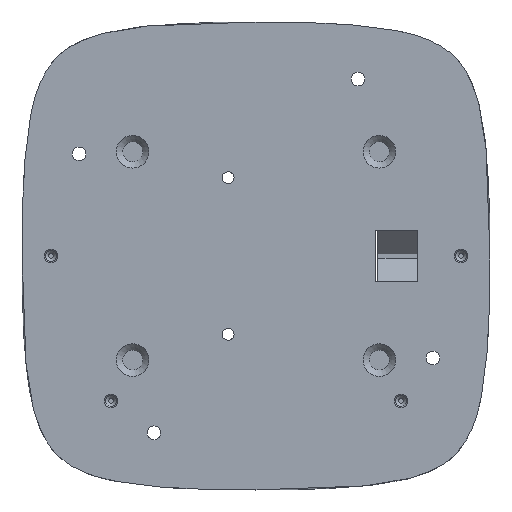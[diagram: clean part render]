
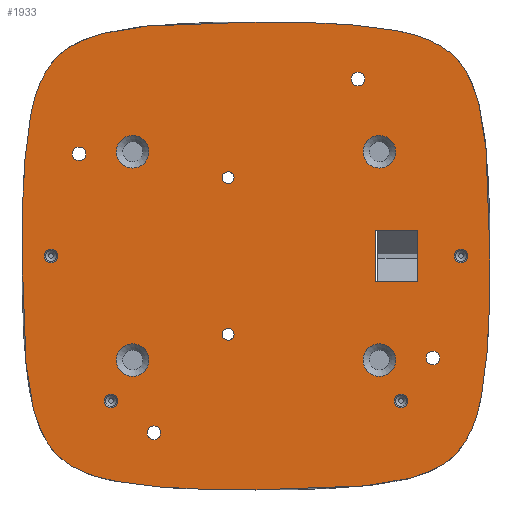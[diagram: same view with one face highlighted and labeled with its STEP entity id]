
A CAD part, top view. The second image highlights one B-rep face of the part: STEP entity #1933.
In plain terms, the highlighted planar face has unit normal (0, 0, 1).
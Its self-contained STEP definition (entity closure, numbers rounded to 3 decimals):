
#82=FACE_BOUND('',#697,.T.);
#83=FACE_BOUND('',#698,.T.);
#84=FACE_BOUND('',#699,.T.);
#85=FACE_BOUND('',#700,.T.);
#86=FACE_BOUND('',#701,.T.);
#87=FACE_BOUND('',#702,.T.);
#88=FACE_BOUND('',#703,.T.);
#89=FACE_BOUND('',#704,.T.);
#90=FACE_BOUND('',#705,.T.);
#91=FACE_BOUND('',#706,.T.);
#92=FACE_BOUND('',#707,.T.);
#93=FACE_BOUND('',#708,.T.);
#94=FACE_BOUND('',#709,.T.);
#95=FACE_BOUND('',#710,.T.);
#96=FACE_BOUND('',#711,.T.);
#149=PLANE('',#2148);
#150=(
BOUNDED_CURVE()
B_SPLINE_CURVE(2,(#3376,#3377,#3378),.UNSPECIFIED.,.F.,.F.)
B_SPLINE_CURVE_WITH_KNOTS((3,3),(-9.494,0.),.UNSPECIFIED.)
CURVE()
GEOMETRIC_REPRESENTATION_ITEM()
RATIONAL_B_SPLINE_CURVE((1.,2.333,1.))
REPRESENTATION_ITEM('')
);
#151=(
BOUNDED_CURVE()
B_SPLINE_CURVE(2,(#3388,#3389,#3390),.UNSPECIFIED.,.F.,.F.)
B_SPLINE_CURVE_WITH_KNOTS((3,3),(-9.494,0.),.UNSPECIFIED.)
CURVE()
GEOMETRIC_REPRESENTATION_ITEM()
RATIONAL_B_SPLINE_CURVE((1.,2.333,1.))
REPRESENTATION_ITEM('')
);
#152=(
BOUNDED_CURVE()
B_SPLINE_CURVE(2,(#4021,#4022,#4023),.UNSPECIFIED.,.F.,.F.)
B_SPLINE_CURVE_WITH_KNOTS((3,3),(-9.494,0.),.UNSPECIFIED.)
CURVE()
GEOMETRIC_REPRESENTATION_ITEM()
RATIONAL_B_SPLINE_CURVE((1.,2.333,1.))
REPRESENTATION_ITEM('')
);
#153=(
BOUNDED_CURVE()
B_SPLINE_CURVE(2,(#4031,#4032,#4033),.UNSPECIFIED.,.F.,.F.)
B_SPLINE_CURVE_WITH_KNOTS((3,3),(-9.494,0.),.UNSPECIFIED.)
CURVE()
GEOMETRIC_REPRESENTATION_ITEM()
RATIONAL_B_SPLINE_CURVE((1.,2.333,1.))
REPRESENTATION_ITEM('')
);
#174=LINE('',#3457,#319);
#183=LINE('',#3474,#328);
#296=LINE('',#4011,#441);
#297=LINE('',#4013,#442);
#319=VECTOR('',#2213,10.);
#328=VECTOR('',#2228,10.);
#441=VECTOR('',#2715,10.);
#442=VECTOR('',#2718,10.);
#564=FACE_OUTER_BOUND('',#696,.T.);
#696=EDGE_LOOP('',(#1795,#1796,#1797,#1798));
#697=EDGE_LOOP('',(#1799));
#698=EDGE_LOOP('',(#1800));
#699=EDGE_LOOP('',(#1801));
#700=EDGE_LOOP('',(#1802));
#701=EDGE_LOOP('',(#1803));
#702=EDGE_LOOP('',(#1804));
#703=EDGE_LOOP('',(#1805));
#704=EDGE_LOOP('',(#1806));
#705=EDGE_LOOP('',(#1807));
#706=EDGE_LOOP('',(#1808));
#707=EDGE_LOOP('',(#1809));
#708=EDGE_LOOP('',(#1810));
#709=EDGE_LOOP('',(#1811));
#710=EDGE_LOOP('',(#1812));
#711=EDGE_LOOP('',(#1813,#1814,#1815,#1816));
#750=CIRCLE('',#1994,1.4);
#755=CIRCLE('',#2004,1.4);
#784=CIRCLE('',#2067,3.84);
#786=CIRCLE('',#2071,3.84);
#788=CIRCLE('',#2075,3.84);
#790=CIRCLE('',#2079,3.84);
#798=CIRCLE('',#2090,1.6);
#805=CIRCLE('',#2099,1.6);
#812=CIRCLE('',#2108,1.6);
#819=CIRCLE('',#2117,1.6);
#821=CIRCLE('',#2124,1.6);
#823=CIRCLE('',#2127,1.6);
#825=CIRCLE('',#2130,1.6);
#827=CIRCLE('',#2133,1.6);
#840=VERTEX_POINT('',#3373);
#841=VERTEX_POINT('',#3375);
#842=VERTEX_POINT('',#3386);
#873=VERTEX_POINT('',#3454);
#874=VERTEX_POINT('',#3456);
#879=VERTEX_POINT('',#3472);
#904=VERTEX_POINT('',#3560);
#909=VERTEX_POINT('',#3578);
#964=VERTEX_POINT('',#3757);
#966=VERTEX_POINT('',#3764);
#968=VERTEX_POINT('',#3771);
#970=VERTEX_POINT('',#3778);
#977=VERTEX_POINT('',#3825);
#983=VERTEX_POINT('',#3869);
#989=VERTEX_POINT('',#3913);
#995=VERTEX_POINT('',#3957);
#997=VERTEX_POINT('',#3967);
#999=VERTEX_POINT('',#3973);
#1001=VERTEX_POINT('',#3979);
#1003=VERTEX_POINT('',#3985);
#1008=VERTEX_POINT('',#4009);
#1009=VERTEX_POINT('',#4020);
#1023=EDGE_CURVE('',#841,#840,#150,.T.);
#1026=EDGE_CURVE('',#840,#842,#151,.T.);
#1058=EDGE_CURVE('',#874,#873,#174,.T.);
#1067=EDGE_CURVE('',#873,#879,#183,.T.);
#1108=EDGE_CURVE('',#904,#904,#750,.T.);
#1116=EDGE_CURVE('',#909,#909,#755,.T.);
#1205=EDGE_CURVE('',#964,#964,#784,.T.);
#1208=EDGE_CURVE('',#966,#966,#786,.T.);
#1211=EDGE_CURVE('',#968,#968,#788,.T.);
#1214=EDGE_CURVE('',#970,#970,#790,.T.);
#1224=EDGE_CURVE('',#977,#977,#798,.T.);
#1233=EDGE_CURVE('',#983,#983,#805,.T.);
#1242=EDGE_CURVE('',#989,#989,#812,.T.);
#1251=EDGE_CURVE('',#995,#995,#819,.T.);
#1255=EDGE_CURVE('',#997,#997,#821,.T.);
#1258=EDGE_CURVE('',#999,#999,#823,.T.);
#1261=EDGE_CURVE('',#1001,#1001,#825,.T.);
#1264=EDGE_CURVE('',#1003,#1003,#827,.T.);
#1274=EDGE_CURVE('',#879,#1008,#296,.T.);
#1275=EDGE_CURVE('',#1008,#874,#297,.T.);
#1276=EDGE_CURVE('',#1009,#841,#152,.T.);
#1278=EDGE_CURVE('',#842,#1009,#153,.T.);
#1795=ORIENTED_EDGE('',*,*,#1026,.T.);
#1796=ORIENTED_EDGE('',*,*,#1278,.T.);
#1797=ORIENTED_EDGE('',*,*,#1276,.T.);
#1798=ORIENTED_EDGE('',*,*,#1023,.T.);
#1799=ORIENTED_EDGE('',*,*,#1108,.T.);
#1800=ORIENTED_EDGE('',*,*,#1116,.T.);
#1801=ORIENTED_EDGE('',*,*,#1211,.T.);
#1802=ORIENTED_EDGE('',*,*,#1205,.T.);
#1803=ORIENTED_EDGE('',*,*,#1214,.T.);
#1804=ORIENTED_EDGE('',*,*,#1208,.T.);
#1805=ORIENTED_EDGE('',*,*,#1242,.T.);
#1806=ORIENTED_EDGE('',*,*,#1251,.T.);
#1807=ORIENTED_EDGE('',*,*,#1233,.T.);
#1808=ORIENTED_EDGE('',*,*,#1224,.T.);
#1809=ORIENTED_EDGE('',*,*,#1255,.T.);
#1810=ORIENTED_EDGE('',*,*,#1258,.T.);
#1811=ORIENTED_EDGE('',*,*,#1261,.T.);
#1812=ORIENTED_EDGE('',*,*,#1264,.T.);
#1813=ORIENTED_EDGE('',*,*,#1275,.T.);
#1814=ORIENTED_EDGE('',*,*,#1058,.T.);
#1815=ORIENTED_EDGE('',*,*,#1067,.T.);
#1816=ORIENTED_EDGE('',*,*,#1274,.T.);
#1933=ADVANCED_FACE('',(#564,#82,#83,#84,#85,#86,#87,#88,#89,#90,#91,#92,
#93,#94,#95,#96),#149,.T.);
#1994=AXIS2_PLACEMENT_3D('',#3562,#2325,#2326);
#2004=AXIS2_PLACEMENT_3D('',#3580,#2348,#2349);
#2067=AXIS2_PLACEMENT_3D('',#3758,#2534,#2535);
#2071=AXIS2_PLACEMENT_3D('',#3765,#2543,#2544);
#2075=AXIS2_PLACEMENT_3D('',#3772,#2552,#2553);
#2079=AXIS2_PLACEMENT_3D('',#3779,#2561,#2562);
#2090=AXIS2_PLACEMENT_3D('',#3826,#2585,#2586);
#2099=AXIS2_PLACEMENT_3D('',#3870,#2605,#2606);
#2108=AXIS2_PLACEMENT_3D('',#3914,#2625,#2626);
#2117=AXIS2_PLACEMENT_3D('',#3958,#2645,#2646);
#2124=AXIS2_PLACEMENT_3D('',#3969,#2661,#2662);
#2127=AXIS2_PLACEMENT_3D('',#3975,#2668,#2669);
#2130=AXIS2_PLACEMENT_3D('',#3981,#2675,#2676);
#2133=AXIS2_PLACEMENT_3D('',#3987,#2682,#2683);
#2148=AXIS2_PLACEMENT_3D('',#4034,#2720,#2721);
#2213=DIRECTION('',(0.,-1.,0.));
#2228=DIRECTION('',(-1.,0.,0.));
#2325=DIRECTION('center_axis',(0.,0.,-1.));
#2326=DIRECTION('ref_axis',(1.,0.,0.));
#2348=DIRECTION('center_axis',(0.,0.,-1.));
#2349=DIRECTION('ref_axis',(1.,0.,0.));
#2534=DIRECTION('center_axis',(0.,0.,-1.));
#2535=DIRECTION('ref_axis',(-1.,0.,0.));
#2543=DIRECTION('center_axis',(0.,0.,-1.));
#2544=DIRECTION('ref_axis',(-1.,0.,0.));
#2552=DIRECTION('center_axis',(0.,0.,-1.));
#2553=DIRECTION('ref_axis',(-1.,0.,0.));
#2561=DIRECTION('center_axis',(0.,0.,-1.));
#2562=DIRECTION('ref_axis',(-1.,0.,0.));
#2585=DIRECTION('center_axis',(0.,0.,-1.));
#2586=DIRECTION('ref_axis',(-1.,0.,0.));
#2605=DIRECTION('center_axis',(0.,0.,-1.));
#2606=DIRECTION('ref_axis',(-1.,0.,0.));
#2625=DIRECTION('center_axis',(0.,0.,-1.));
#2626=DIRECTION('ref_axis',(-1.,0.,0.));
#2645=DIRECTION('center_axis',(0.,0.,-1.));
#2646=DIRECTION('ref_axis',(-1.,0.,0.));
#2661=DIRECTION('center_axis',(0.,0.,-1.));
#2662=DIRECTION('ref_axis',(-1.,0.,0.));
#2668=DIRECTION('center_axis',(0.,0.,-1.));
#2669=DIRECTION('ref_axis',(0.,-1.,0.));
#2675=DIRECTION('center_axis',(0.,0.,-1.));
#2676=DIRECTION('ref_axis',(0.,1.,0.));
#2682=DIRECTION('center_axis',(0.,0.,-1.));
#2683=DIRECTION('ref_axis',(1.,0.,0.));
#2715=DIRECTION('',(0.,1.,0.));
#2718=DIRECTION('',(1.,0.,0.));
#2720=DIRECTION('center_axis',(0.,0.,1.));
#2721=DIRECTION('ref_axis',(1.,0.,0.));
#3373=CARTESIAN_POINT('',(55.,0.,144.));
#3375=CARTESIAN_POINT('',(0.,-55.,144.));
#3376=CARTESIAN_POINT('Ctrl Pts',(0.,-55.,144.));
#3377=CARTESIAN_POINT('Ctrl Pts',(55.,-55.,144.));
#3378=CARTESIAN_POINT('Ctrl Pts',(55.,0.,144.));
#3386=CARTESIAN_POINT('',(0.,55.,144.));
#3388=CARTESIAN_POINT('Ctrl Pts',(55.,0.,144.));
#3389=CARTESIAN_POINT('Ctrl Pts',(55.,55.,144.));
#3390=CARTESIAN_POINT('Ctrl Pts',(0.,55.,144.));
#3454=CARTESIAN_POINT('',(38.,-6.,144.));
#3456=CARTESIAN_POINT('',(38.,6.,144.));
#3457=CARTESIAN_POINT('',(38.,6.,144.));
#3472=CARTESIAN_POINT('',(28.,-6.,144.));
#3474=CARTESIAN_POINT('',(38.,-6.,144.));
#3560=CARTESIAN_POINT('',(-7.953,18.4,144.));
#3562=CARTESIAN_POINT('Origin',(-6.553,18.4,144.));
#3578=CARTESIAN_POINT('',(-7.953,-18.4,144.));
#3580=CARTESIAN_POINT('Origin',(-6.553,-18.4,144.));
#3757=CARTESIAN_POINT('',(32.84,24.5,144.));
#3758=CARTESIAN_POINT('Origin',(29.,24.5,144.));
#3764=CARTESIAN_POINT('',(32.84,-24.5,144.));
#3765=CARTESIAN_POINT('Origin',(29.,-24.5,144.));
#3771=CARTESIAN_POINT('',(-25.16,-24.5,144.));
#3772=CARTESIAN_POINT('Origin',(-29.,-24.5,144.));
#3778=CARTESIAN_POINT('',(-25.16,24.5,144.));
#3779=CARTESIAN_POINT('Origin',(-29.,24.5,144.));
#3825=CARTESIAN_POINT('',(-46.6,0.,144.));
#3826=CARTESIAN_POINT('Origin',(-48.2,0.,144.));
#3869=CARTESIAN_POINT('',(49.8,0.,144.));
#3870=CARTESIAN_POINT('Origin',(48.2,0.,144.));
#3913=CARTESIAN_POINT('',(35.683,-34.083,144.));
#3914=CARTESIAN_POINT('Origin',(34.083,-34.083,144.));
#3957=CARTESIAN_POINT('',(-32.483,-34.083,144.));
#3958=CARTESIAN_POINT('Origin',(-34.083,-34.083,144.));
#3967=CARTESIAN_POINT('',(43.169,-24.,144.));
#3969=CARTESIAN_POINT('Origin',(41.569,-24.,144.));
#3973=CARTESIAN_POINT('',(24.,43.169,144.));
#3975=CARTESIAN_POINT('Origin',(24.,41.569,144.));
#3979=CARTESIAN_POINT('',(-24.,-43.169,144.));
#3981=CARTESIAN_POINT('Origin',(-24.,-41.569,144.));
#3985=CARTESIAN_POINT('',(-43.169,24.,144.));
#3987=CARTESIAN_POINT('Origin',(-41.569,24.,144.));
#4009=CARTESIAN_POINT('',(28.,6.,144.));
#4011=CARTESIAN_POINT('',(28.,-6.,144.));
#4013=CARTESIAN_POINT('',(28.,6.,144.));
#4020=CARTESIAN_POINT('',(-55.,0.,144.));
#4021=CARTESIAN_POINT('Ctrl Pts',(-55.,0.,144.));
#4022=CARTESIAN_POINT('Ctrl Pts',(-55.,-55.,144.));
#4023=CARTESIAN_POINT('Ctrl Pts',(0.,-55.,144.));
#4031=CARTESIAN_POINT('Ctrl Pts',(0.,55.,144.));
#4032=CARTESIAN_POINT('Ctrl Pts',(-55.,55.,144.));
#4033=CARTESIAN_POINT('Ctrl Pts',(-55.,0.,144.));
#4034=CARTESIAN_POINT('Origin',(0.,0.,144.));
